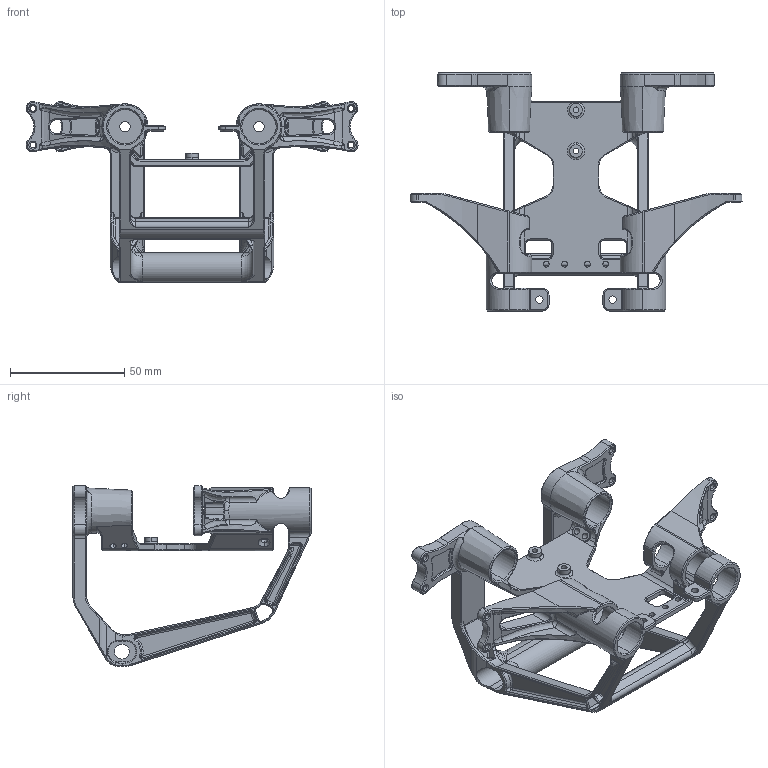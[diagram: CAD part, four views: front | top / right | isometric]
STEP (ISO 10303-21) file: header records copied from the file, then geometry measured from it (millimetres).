
FILE_DESCRIPTION (( 'STEP AP203' ), '1' );
FILE_NAME ('BR01_TORSO_RevC.STEP', '2024-02-23T07:03:05', ( '' ), ( '' ), 'SwSTEP 2.0', 'SolidWorks 2021', '' );
FILE_SCHEMA (( 'CONFIG_CONTROL_DESIGN' ));
Length unit declared in the file: millimetre
Products named in the file (1): BR01_TORSO_RevC
Bounding box: 145 x 104 x 79 mm (x, y, z)
Volume: 53910.5 mm3; surface area: 49745.5 mm2
Topology: 1 solids, 1 shells, 1641 faces, 4029 edges, 2326 vertices
Faces by surface type: plane 418, cylinder 417, cone 390, bspline 336, sphere 42, torus 38
Entity records: 71311 total; most frequent: CARTESIAN_POINT 35731, ORIENTED_EDGE 7914, DIRECTION 6687, EDGE_CURVE 3957, AXIS2_PLACEMENT_3D 2547, VERTEX_POINT 2312, EDGE_LOOP 1719, FACE_OUTER_BOUND 1641
